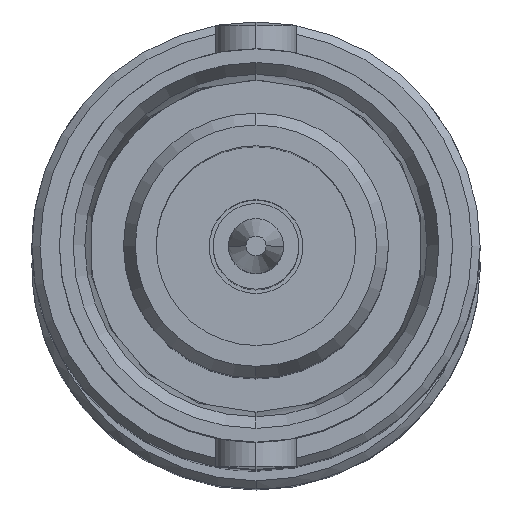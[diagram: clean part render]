
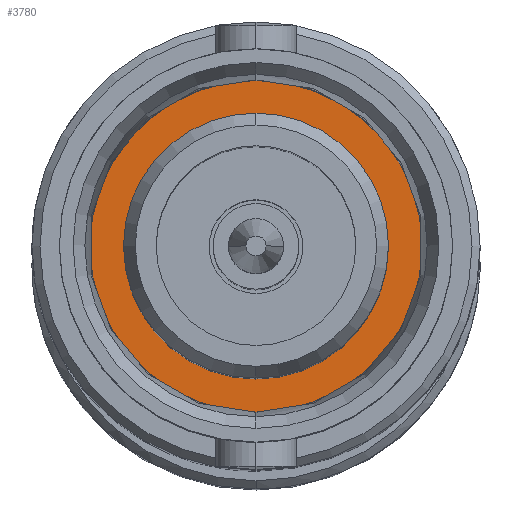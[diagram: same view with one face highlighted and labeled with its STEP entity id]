
A CAD part, top view. The second image highlights one B-rep face of the part: STEP entity #3780.
In plain terms, the highlighted face is planar.
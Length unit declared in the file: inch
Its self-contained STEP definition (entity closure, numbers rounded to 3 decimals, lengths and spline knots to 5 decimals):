
#112 = DIRECTION ( 'NONE',  ( 0., 1., 0. ) ) ;
#157 = DIRECTION ( 'NONE',  ( 1., 0., 0. ) ) ;
#195 = DIRECTION ( 'NONE',  ( 0., -1., 0. ) ) ;
#515 = AXIS2_PLACEMENT_3D ( 'NONE', #1047, #3958, #613 ) ;
#613 = DIRECTION ( 'NONE',  ( 0., 1., 0. ) ) ;
#797 = DIRECTION ( 'NONE',  ( 0., 0., 1. ) ) ;
#1013 = EDGE_LOOP ( 'NONE', ( #4647, #3969 ) ) ;
#1047 = CARTESIAN_POINT ( 'NONE',  ( 0.62992, 0., 0. ) ) ;
#1101 = EDGE_LOOP ( 'NONE', ( #2107, #2382 ) ) ;
#1168 = AXIS2_PLACEMENT_3D ( 'NONE', #4182, #157, #112 ) ;
#1171 = VERTEX_POINT ( 'NONE', #4479 ) ;
#1319 = EDGE_CURVE ( 'NONE', #3590, #1171, #3049, .T. ) ;
#1445 = AXIS2_PLACEMENT_3D ( 'NONE', #2570, #2212, #2642 ) ;
#1536 = EDGE_CURVE ( 'NONE', #3739, #1772, #2671, .T. ) ;
#1605 = EDGE_CURVE ( 'NONE', #3590, #1171, #2617, .T. ) ;
#1768 = PLANE ( 'NONE',  #3513 ) ;
#1772 = VERTEX_POINT ( 'NONE', #4327 ) ;
#2107 = ORIENTED_EDGE ( 'NONE', *, *, #1319, .T. ) ;
#2209 = AXIS2_PLACEMENT_3D ( 'NONE', #3946, #3922, #195 ) ;
#2212 = DIRECTION ( 'NONE',  ( -1., 0., 0. ) ) ;
#2318 = CARTESIAN_POINT ( 'NONE',  ( 0.62992, 0.16043, 0. ) ) ;
#2382 = ORIENTED_EDGE ( 'NONE', *, *, #1605, .F. ) ;
#2528 = CIRCLE ( 'NONE', #2209, 0.12795 ) ;
#2570 = CARTESIAN_POINT ( 'NONE',  ( 0.62992, 0., 0. ) ) ;
#2617 = CIRCLE ( 'NONE', #1168, 0.16043 ) ;
#2642 = DIRECTION ( 'NONE',  ( 0., 1., 0. ) ) ;
#2671 = CIRCLE ( 'NONE', #1445, 0.12795 ) ;
#2747 = CARTESIAN_POINT ( 'NONE',  ( 0.62992, 0.12795, 0. ) ) ;
#2889 = FACE_BOUND ( 'NONE', #1013, .T. ) ;
#3049 = CIRCLE ( 'NONE', #515, 0.16043 ) ;
#3513 = AXIS2_PLACEMENT_3D ( 'NONE', #3618, #4470, #797 ) ;
#3590 = VERTEX_POINT ( 'NONE', #2318 ) ;
#3618 = CARTESIAN_POINT ( 'NONE',  ( 0.62992, 0., 0. ) ) ;
#3739 = VERTEX_POINT ( 'NONE', #2747 ) ;
#3780 = ADVANCED_FACE ( 'NONE', ( #2889, #4357 ), #1768, .T. ) ;
#3922 = DIRECTION ( 'NONE',  ( -1., 0., 0. ) ) ;
#3946 = CARTESIAN_POINT ( 'NONE',  ( 0.62992, 0., 0. ) ) ;
#3958 = DIRECTION ( 'NONE',  ( -1., 0., 0. ) ) ;
#3969 = ORIENTED_EDGE ( 'NONE', *, *, #1536, .F. ) ;
#4182 = CARTESIAN_POINT ( 'NONE',  ( 0.62992, 0., 0. ) ) ;
#4327 = CARTESIAN_POINT ( 'NONE',  ( 0.62992, -0.12795, 0. ) ) ;
#4357 = FACE_OUTER_BOUND ( 'NONE', #1101, .T. ) ;
#4470 = DIRECTION ( 'NONE',  ( -1., 0., 0. ) ) ;
#4471 = EDGE_CURVE ( 'NONE', #1772, #3739, #2528, .T. ) ;
#4479 = CARTESIAN_POINT ( 'NONE',  ( 0.62992, -0.16043, 0. ) ) ;
#4647 = ORIENTED_EDGE ( 'NONE', *, *, #4471, .F. ) ;
